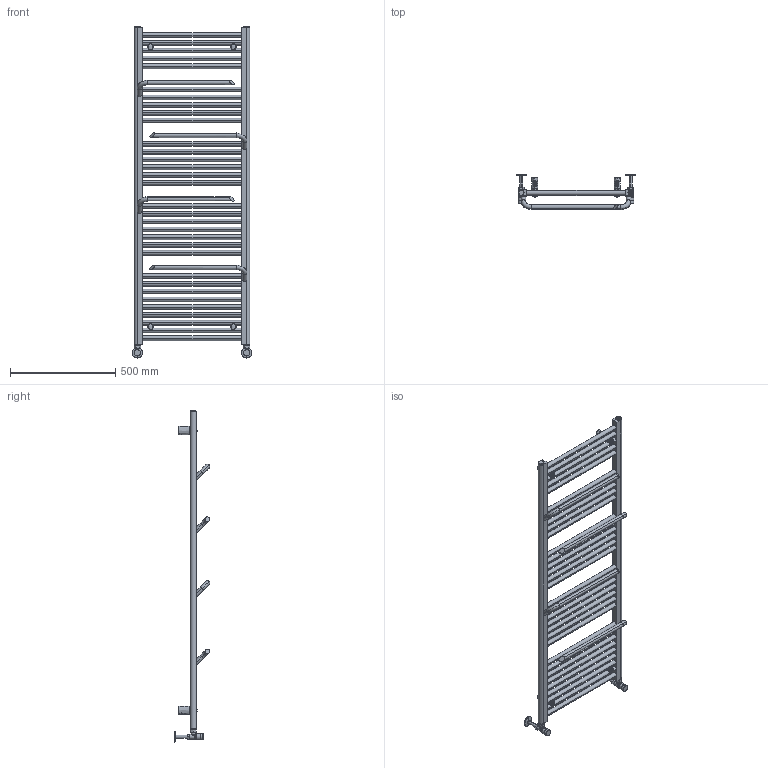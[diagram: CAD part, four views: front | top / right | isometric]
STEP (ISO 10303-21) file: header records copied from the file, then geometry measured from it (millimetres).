
FILE_DESCRIPTION (( 'STEP AP203' ), '1' );
FILE_NAME ('R01365Ê÷è¾-1510x550.STEP', '2019-02-19T04:39:12', ( 'USER-' ), ( 'MS' ), 'SwSTEP 2.0', 'SolidWorks 2010', '' );
FILE_SCHEMA (( 'CONFIG_CONTROL_DESIGN' ));
Length unit declared in the file: millimetre
Products named in the file (15): 訇減俔奪; 褒概; R01盓傅郋极; RP0101-03; M5X16坋趼蹟佪隊_GB_SOCKET_TYPE7 M5X16-C; R01365攷颲-1510x550; 500翋奪; 訇減俔奪2; 1180盓奪; 變瑞; 佪黑; RP0101-02; RP0102-01_Default; RP0101-03蚾庉裔; M6X35坋趼蹟佪隊_GB_WOOD_SCREWS_TYPE136 M6X35-C
Assembly tree (52 placements, depth 3):
  R01365攷颲-1510x550
    1180盓奪  x32
    變瑞
    R01盓傅郋极  x4
      RP0102-01_Default
      M6X35坋趼蹟佪隊_GB_WOOD_SCREWS_TYPE136 M6X35-C
      RP0101-02
      M5X16坋趼蹟佪隊_GB_SOCKET_TYPE7 M5X16-C
      RP0101-03
      RP0101-03蚾庉裔
    500翋奪  x2
    訇減俔奪  x2
    佪黑
    訇減俔奪2  x2
    褒概  x2
Bounding box: 570 x 168.56 x 1580.5 mm (x, y, z)
Volume: 10114795.5 mm3; surface area: 1745942.1 mm2
Topology: 68 solids, 68 shells, 1240 faces, 2858 edges, 1780 vertices
Faces by surface type: plane 468, cylinder 458, bspline 132, torus 80, cone 54, sphere 48
Entity records: 19276 total; most frequent: CARTESIAN_POINT 8397, DIRECTION 1786, ORIENTED_EDGE 1682, EDGE_CURVE 841, AXIS2_PLACEMENT_3D 712, VERTEX_POINT 530, EDGE_LOOP 383, VECTOR 362
